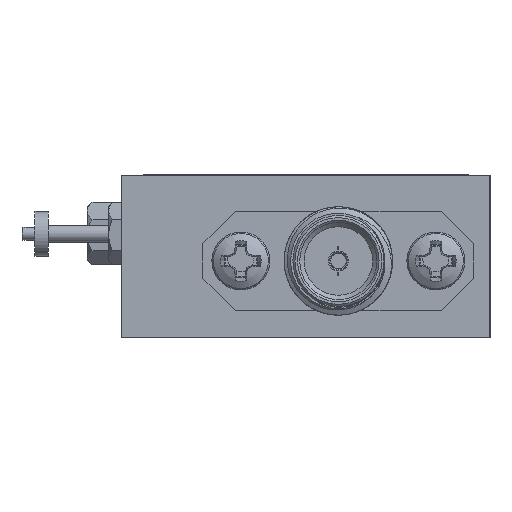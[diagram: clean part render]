
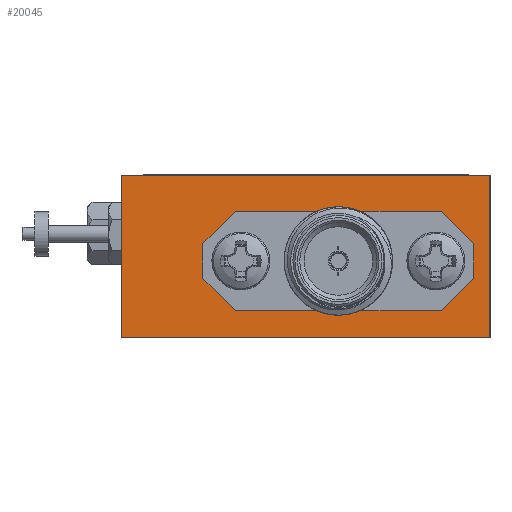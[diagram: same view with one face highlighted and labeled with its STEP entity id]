
A CAD part, left-side view. The second image highlights one B-rep face of the part: STEP entity #20045.
In plain terms, the highlighted planar face has unit normal (-1, 0, 0).
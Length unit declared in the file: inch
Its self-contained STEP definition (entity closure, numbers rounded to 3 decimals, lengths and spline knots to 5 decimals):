
#360 = VECTOR ( 'NONE', #42604, 39.37008 ) ;
#919 = EDGE_CURVE ( 'NONE', #38110, #12366, #33669, .T. ) ;
#1638 = CARTESIAN_POINT ( 'NONE',  ( -0.75, -0.3875, 0.0295 ) ) ;
#1763 = CARTESIAN_POINT ( 'NONE',  ( -0.75, 0.10125, 0.16575 ) ) ;
#2166 = AXIS2_PLACEMENT_3D ( 'NONE', #3230, #20037, #23558 ) ;
#2396 = DIRECTION ( 'NONE',  ( 0., 0., 1. ) ) ;
#2578 = PLANE ( 'NONE',  #2166 ) ;
#3230 = CARTESIAN_POINT ( 'NONE',  ( -0.75, -0.425, 0.1875 ) ) ;
#3349 = CARTESIAN_POINT ( 'NONE',  ( -0.75, -0.425, 0.1875 ) ) ;
#3593 = CARTESIAN_POINT ( 'NONE',  ( -0.75, 0.2375, -0.0505 ) ) ;
#4713 = ORIENTED_EDGE ( 'NONE', *, *, #42000, .F. ) ;
#4717 = LINE ( 'NONE', #32133, #39171 ) ;
#5242 = EDGE_LOOP ( 'NONE', ( #7842, #17437, #25326, #25485, #5804, #30057, #23585, #25880 ) ) ;
#5804 = ORIENTED_EDGE ( 'NONE', *, *, #8579, .F. ) ;
#7035 = CARTESIAN_POINT ( 'NONE',  ( -0.75, -0.425, 0.1875 ) ) ;
#7292 = LINE ( 'NONE', #17679, #35104 ) ;
#7842 = ORIENTED_EDGE ( 'NONE', *, *, #14065, .F. ) ;
#8579 = EDGE_CURVE ( 'NONE', #30531, #19675, #4717, .T. ) ;
#8872 = CARTESIAN_POINT ( 'NONE',  ( -0.75, -0.425, -0.1875 ) ) ;
#8922 = ORIENTED_EDGE ( 'NONE', *, *, #33004, .T. ) ;
#9407 = CARTESIAN_POINT ( 'NONE',  ( -0.75, 0.2375, 0.0295 ) ) ;
#9439 = LINE ( 'NONE', #33770, #22114 ) ;
#9451 = EDGE_CURVE ( 'NONE', #34828, #19675, #34703, .T. ) ;
#10039 = CARTESIAN_POINT ( 'NONE',  ( -0.75, 0.2375, 0.1045 ) ) ;
#10429 = DIRECTION ( 'NONE',  ( 0., -1., 0. ) ) ;
#10759 = EDGE_CURVE ( 'NONE', #38110, #26212, #35017, .T. ) ;
#11490 = DIRECTION ( 'NONE',  ( 0., -0.707, 0.707 ) ) ;
#12144 = LINE ( 'NONE', #19016, #30537 ) ;
#12366 = VERTEX_POINT ( 'NONE', #7035 ) ;
#12376 = LINE ( 'NONE', #42707, #34788 ) ;
#13172 = VECTOR ( 'NONE', #26099, 39.37008 ) ;
#13487 = ORIENTED_EDGE ( 'NONE', *, *, #10759, .T. ) ;
#14065 = EDGE_CURVE ( 'NONE', #25640, #38996, #43703, .T. ) ;
#14523 = VECTOR ( 'NONE', #19324, 39.37008 ) ;
#14822 = EDGE_CURVE ( 'NONE', #25640, #43442, #12144, .T. ) ;
#15008 = EDGE_CURVE ( 'NONE', #15404, #37011, #12376, .T. ) ;
#15038 = DIRECTION ( 'NONE',  ( 0., -0.707, -0.707 ) ) ;
#15308 = CARTESIAN_POINT ( 'NONE',  ( -0.75, -0.3125, 0.1045 ) ) ;
#15404 = VERTEX_POINT ( 'NONE', #9407 ) ;
#16086 = FACE_BOUND ( 'NONE', #5242, .T. ) ;
#16087 = DIRECTION ( 'NONE',  ( 0., 0.707, 0.707 ) ) ;
#17437 = ORIENTED_EDGE ( 'NONE', *, *, #14822, .T. ) ;
#17645 = CARTESIAN_POINT ( 'NONE',  ( -0.75, -0.3125, -0.1255 ) ) ;
#17679 = CARTESIAN_POINT ( 'NONE',  ( -0.75, -0.425, 0.1875 ) ) ;
#18952 = CARTESIAN_POINT ( 'NONE',  ( -0.75, -0.3875, -0.0505 ) ) ;
#19016 = CARTESIAN_POINT ( 'NONE',  ( -0.75, -0.25125, 0.16575 ) ) ;
#19324 = DIRECTION ( 'NONE',  ( 0., 1., 0. ) ) ;
#19675 = VERTEX_POINT ( 'NONE', #17645 ) ;
#19995 = CARTESIAN_POINT ( 'NONE',  ( -0.75, 0.1625, 0.1045 ) ) ;
#20037 = DIRECTION ( 'NONE',  ( 1., 0., 0. ) ) ;
#20045 = ADVANCED_FACE ( 'NONE', ( #40414, #16086 ), #2578, .F. ) ;
#21624 = VECTOR ( 'NONE', #11490, 39.37008 ) ;
#22114 = VECTOR ( 'NONE', #16087, 39.37008 ) ;
#23558 = DIRECTION ( 'NONE',  ( 0., 1., 0. ) ) ;
#23585 = ORIENTED_EDGE ( 'NONE', *, *, #15008, .F. ) ;
#24313 = VERTEX_POINT ( 'NONE', #39120 ) ;
#24727 = DIRECTION ( 'NONE',  ( 0., 0., -1. ) ) ;
#24973 = EDGE_CURVE ( 'NONE', #30531, #37011, #9439, .T. ) ;
#25228 = LINE ( 'NONE', #8872, #13172 ) ;
#25326 = ORIENTED_EDGE ( 'NONE', *, *, #37450, .F. ) ;
#25485 = ORIENTED_EDGE ( 'NONE', *, *, #9451, .T. ) ;
#25640 = VERTEX_POINT ( 'NONE', #15308 ) ;
#25696 = VECTOR ( 'NONE', #10429, 39.37008 ) ;
#25880 = ORIENTED_EDGE ( 'NONE', *, *, #29589, .T. ) ;
#26099 = DIRECTION ( 'NONE',  ( 0., -1., 0. ) ) ;
#26212 = VERTEX_POINT ( 'NONE', #32951 ) ;
#26757 = DIRECTION ( 'NONE',  ( 0., 0., -1. ) ) ;
#27023 = EDGE_LOOP ( 'NONE', ( #8922, #4713, #28378, #13487 ) ) ;
#28378 = ORIENTED_EDGE ( 'NONE', *, *, #919, .F. ) ;
#28549 = LINE ( 'NONE', #32708, #34761 ) ;
#28866 = CARTESIAN_POINT ( 'NONE',  ( -0.75, -0.25125, -0.18675 ) ) ;
#29165 = LINE ( 'NONE', #1763, #21624 ) ;
#29221 = VECTOR ( 'NONE', #31683, 39.37008 ) ;
#29589 = EDGE_CURVE ( 'NONE', #15404, #38996, #29165, .T. ) ;
#30057 = ORIENTED_EDGE ( 'NONE', *, *, #24973, .T. ) ;
#30531 = VERTEX_POINT ( 'NONE', #34340 ) ;
#30537 = VECTOR ( 'NONE', #15038, 39.37008 ) ;
#31683 = DIRECTION ( 'NONE',  ( 0., 0., -1. ) ) ;
#31908 = DIRECTION ( 'NONE',  ( 0., -1., 0. ) ) ;
#32133 = CARTESIAN_POINT ( 'NONE',  ( -0.75, 0.2375, -0.1255 ) ) ;
#32708 = CARTESIAN_POINT ( 'NONE',  ( -0.75, -0.3875, -0.1255 ) ) ;
#32831 = CARTESIAN_POINT ( 'NONE',  ( -0.75, 0.425, 0.1875 ) ) ;
#32951 = CARTESIAN_POINT ( 'NONE',  ( -0.75, 0.425, -0.1875 ) ) ;
#33004 = EDGE_CURVE ( 'NONE', #26212, #24313, #25228, .T. ) ;
#33669 = LINE ( 'NONE', #3349, #25696 ) ;
#33770 = CARTESIAN_POINT ( 'NONE',  ( -0.75, 0.10125, -0.18675 ) ) ;
#34340 = CARTESIAN_POINT ( 'NONE',  ( -0.75, 0.1625, -0.1255 ) ) ;
#34581 = CARTESIAN_POINT ( 'NONE',  ( -0.75, 0.425, 0.1875 ) ) ;
#34703 = LINE ( 'NONE', #28866, #360 ) ;
#34761 = VECTOR ( 'NONE', #2396, 39.37008 ) ;
#34788 = VECTOR ( 'NONE', #26757, 39.37008 ) ;
#34828 = VERTEX_POINT ( 'NONE', #18952 ) ;
#35017 = LINE ( 'NONE', #34581, #29221 ) ;
#35104 = VECTOR ( 'NONE', #24727, 39.37008 ) ;
#37011 = VERTEX_POINT ( 'NONE', #3593 ) ;
#37450 = EDGE_CURVE ( 'NONE', #34828, #43442, #28549, .T. ) ;
#38110 = VERTEX_POINT ( 'NONE', #32831 ) ;
#38996 = VERTEX_POINT ( 'NONE', #19995 ) ;
#39120 = CARTESIAN_POINT ( 'NONE',  ( -0.75, -0.425, -0.1875 ) ) ;
#39171 = VECTOR ( 'NONE', #31908, 39.37008 ) ;
#40414 = FACE_OUTER_BOUND ( 'NONE', #27023, .T. ) ;
#42000 = EDGE_CURVE ( 'NONE', #12366, #24313, #7292, .T. ) ;
#42604 = DIRECTION ( 'NONE',  ( 0., 0.707, -0.707 ) ) ;
#42707 = CARTESIAN_POINT ( 'NONE',  ( -0.75, 0.2375, -0.1255 ) ) ;
#43442 = VERTEX_POINT ( 'NONE', #1638 ) ;
#43703 = LINE ( 'NONE', #10039, #14523 ) ;
